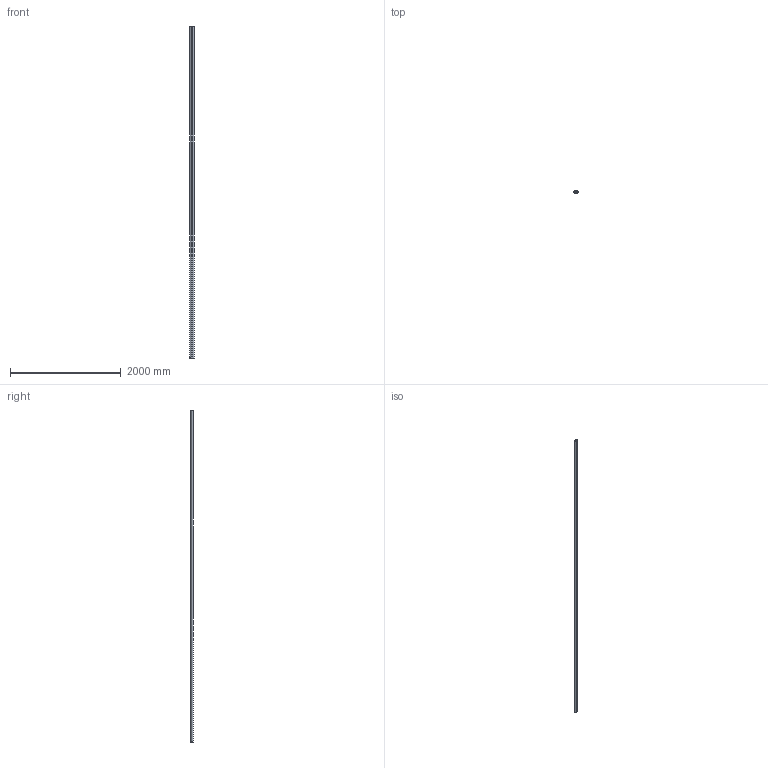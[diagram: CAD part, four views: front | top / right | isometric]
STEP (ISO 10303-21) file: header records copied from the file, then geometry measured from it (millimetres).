
FILE_DESCRIPTION (( 'STEP AP203' ), '1' );
FILE_NAME ('60332-240.step', '2022-06-27T14:25:07', ( '' ), ( '' ), 'SwSTEP 2.0', 'SolidWorks 2018', '' );
FILE_SCHEMA (( 'CONFIG_CONTROL_DESIGN' ));
Length unit declared in the file: millimetre
Products named in the file (1): 60332-240
Bounding box: 79.99 x 38.58 x 6000 mm (x, y, z)
Volume: 2192216 mm3; surface area: 2820169.8 mm2
Topology: 1 solids, 1 shells, 292 faces, 795 edges, 530 vertices
Faces by surface type: plane 147, bspline 137, cylinder 8
Entity records: 16019 total; most frequent: CARTESIAN_POINT 9483, ORIENTED_EDGE 1590, DIRECTION 849, EDGE_CURVE 795, VERTEX_POINT 530, LINE 505, VECTOR 505, EDGE_LOOP 319
